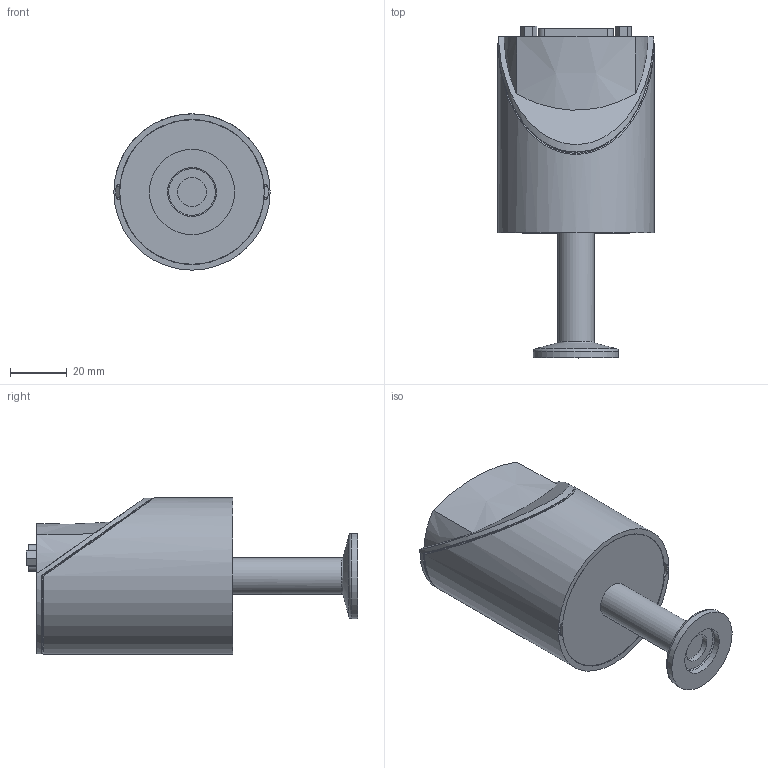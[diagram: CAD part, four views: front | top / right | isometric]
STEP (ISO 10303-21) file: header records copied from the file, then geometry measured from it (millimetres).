
FILE_DESCRIPTION((''),'2;1');
FILE_NAME('MCDG025D_16KF.stp','2006-04-06T13:06:55',('GELH'),(''),'Autodesk Inventor 10','Autodesk Inventor 10','');
FILE_SCHEMA(('AUTOMOTIVE_DESIGN { 1 0 10303 214 1 1 1 1 }'));
Length unit declared in the file: millimetre
Products named in the file (1): MCDG025D_16KF
Bounding box: 55 x 116.8 x 55 mm (x, y, z)
Volume: 82210.8 mm3; surface area: 63425.5 mm2
Topology: 16 solids, 16 shells, 788 faces, 2105 edges, 1374 vertices
Faces by surface type: plane 380, cylinder 186, bspline 162, cone 36, sphere 15, torus 9
Full cylindrical faces by diameter (mm): 0.3 x8, 0.8 x15, 1.3 x1, 2 x2, 2.6 x1, 2.8 x1, 2.845 x2, 2.9 x1, 3 x2, 3.2 x5, 3.242 x1, 3.3 x1, 3.4 x1, 4.3 x1, 4.5 x2, 5.4 x1, 6.6 x3, 6.7 x1, 7 x1, 9.6 x1, 10.2 x2, 10.6 x1, 10.99 x1, 11 x2, 12.7 x1, 12.8 x1, 14.7 x1, 17.2 x1, 27 x1, 30 x3
Entity records: 29802 total; most frequent: CARTESIAN_POINT 11863, ORIENTED_EDGE 3770, DIRECTION 3326, EDGE_CURVE 1885, VERTEX_POINT 1311, AXIS2_PLACEMENT_3D 1164, EDGE_LOOP 1008, VECTOR 998
